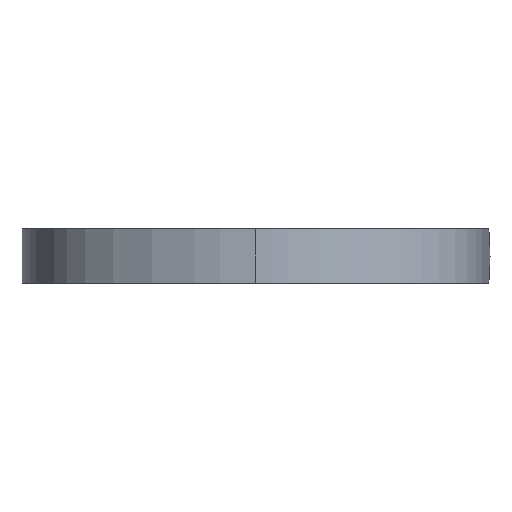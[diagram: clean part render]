
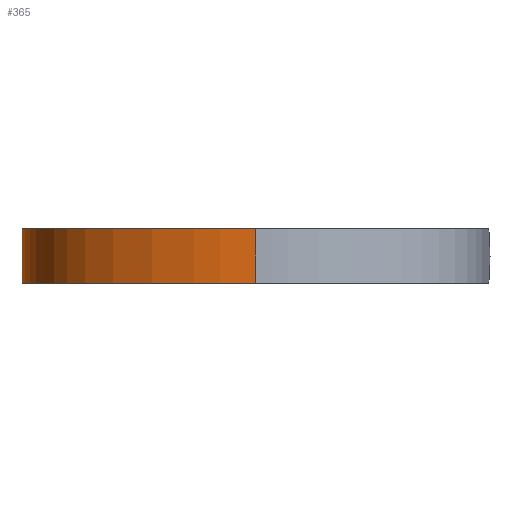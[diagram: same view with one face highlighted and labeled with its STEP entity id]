
A CAD part, front view. The second image highlights one B-rep face of the part: STEP entity #365.
In plain terms, the highlighted free-form (B-spline) face has degree [3, 1] with [26, 2] control points.
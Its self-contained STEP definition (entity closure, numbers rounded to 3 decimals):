
#19=B_SPLINE_CURVE_WITH_KNOTS('',3,(#1200,#1201,#1202,#1203,#1204,#1205,
#1206,#1207,#1208,#1209,#1210,#1211,#1212,#1213,#1214,#1215,#1216,#1217,
#1218,#1219,#1220,#1221,#1222,#1223,#1224,#1225),.UNSPECIFIED.,.F.,.F.,
(4,2,2,2,2,2,2,2,2,2,2,2,4),(-16.867,-16.428,-16.066,
-15.684,-15.17,-14.251,-13.247,
-12.608,-11.431,-10.536,-8.983,
-6.371,0.),.UNSPECIFIED.);
#20=B_SPLINE_CURVE_WITH_KNOTS('',3,(#1229,#1230,#1231,#1232,#1233,#1234,
#1235,#1236,#1237,#1238,#1239,#1240,#1241,#1242,#1243,#1244,#1245,#1246,
#1247,#1248,#1249,#1250,#1251,#1252,#1253,#1254),.UNSPECIFIED.,.F.,.F.,
(4,2,2,2,2,2,2,2,2,2,2,2,4),(-16.867,-16.428,-16.066,
-15.684,-15.17,-14.251,-13.247,
-12.608,-11.431,-10.536,-8.983,
-6.371,0.),.UNSPECIFIED.);
#23=B_SPLINE_SURFACE_WITH_KNOTS('',3,1,((#1146,#1147),(#1148,#1149),(#1150,
#1151),(#1152,#1153),(#1154,#1155),(#1156,#1157),(#1158,#1159),(#1160,#1161),
(#1162,#1163),(#1164,#1165),(#1166,#1167),(#1168,#1169),(#1170,#1171),(#1172,
#1173),(#1174,#1175),(#1176,#1177),(#1178,#1179),(#1180,#1181),(#1182,#1183),
(#1184,#1185),(#1186,#1187),(#1188,#1189),(#1190,#1191),(#1192,#1193),(#1194,
#1195),(#1196,#1197)),.UNSPECIFIED.,.F.,.F.,.F.,(4,2,2,2,2,2,2,2,2,2,2,
2,4),(2,2),(-16.867,-16.428,-16.066,-15.684,
-15.17,-14.251,-13.247,-12.608,
-11.431,-10.536,-8.983,-6.371,
0.),(0.,1.),.UNSPECIFIED.);
#41=FACE_OUTER_BOUND('',#61,.T.);
#61=EDGE_LOOP('',(#289,#290,#291,#292));
#83=LINE('',#1227,#101);
#84=LINE('',#1255,#102);
#101=VECTOR('',#403,10.);
#102=VECTOR('',#404,10.);
#167=VERTEX_POINT('',#1198);
#168=VERTEX_POINT('',#1199);
#169=VERTEX_POINT('',#1226);
#170=VERTEX_POINT('',#1228);
#219=EDGE_CURVE('',#167,#168,#19,.T.);
#220=EDGE_CURVE('',#168,#169,#83,.T.);
#221=EDGE_CURVE('',#170,#169,#20,.T.);
#222=EDGE_CURVE('',#167,#170,#84,.T.);
#289=ORIENTED_EDGE('',*,*,#219,.T.);
#290=ORIENTED_EDGE('',*,*,#220,.T.);
#291=ORIENTED_EDGE('',*,*,#221,.F.);
#292=ORIENTED_EDGE('',*,*,#222,.F.);
#365=ADVANCED_FACE('',(#41),#23,.T.);
#403=DIRECTION('',(0.,0.,-1.));
#404=DIRECTION('',(0.,0.,-1.));
#1146=CARTESIAN_POINT('Ctrl Pts',(0.,1.549,
0.));
#1147=CARTESIAN_POINT('Ctrl Pts',(0.,1.549,
-10.));
#1148=CARTESIAN_POINT('Ctrl Pts',(-2.673,1.549,0.));
#1149=CARTESIAN_POINT('Ctrl Pts',(-2.673,1.549,-10.));
#1150=CARTESIAN_POINT('Ctrl Pts',(-6.654,1.846,0.));
#1151=CARTESIAN_POINT('Ctrl Pts',(-6.654,1.846,-10.));
#1152=CARTESIAN_POINT('Ctrl Pts',(-16.343,4.642,0.));
#1153=CARTESIAN_POINT('Ctrl Pts',(-16.343,4.642,-10.));
#1154=CARTESIAN_POINT('Ctrl Pts',(-20.903,6.54,0.));
#1155=CARTESIAN_POINT('Ctrl Pts',(-20.903,6.54,-10.));
#1156=CARTESIAN_POINT('Ctrl Pts',(-29.074,11.267,0.));
#1157=CARTESIAN_POINT('Ctrl Pts',(-29.074,11.267,-10.));
#1158=CARTESIAN_POINT('Ctrl Pts',(-31.77,13.631,0.));
#1159=CARTESIAN_POINT('Ctrl Pts',(-31.77,13.631,-10.));
#1160=CARTESIAN_POINT('Ctrl Pts',(-35.999,18.068,0.));
#1161=CARTESIAN_POINT('Ctrl Pts',(-35.999,18.068,-10.));
#1162=CARTESIAN_POINT('Ctrl Pts',(-37.873,20.902,0.));
#1163=CARTESIAN_POINT('Ctrl Pts',(-37.873,20.902,-10.));
#1164=CARTESIAN_POINT('Ctrl Pts',(-41.73,29.947,0.));
#1165=CARTESIAN_POINT('Ctrl Pts',(-41.73,29.947,-10.));
#1166=CARTESIAN_POINT('Ctrl Pts',(-42.428,36.545,0.));
#1167=CARTESIAN_POINT('Ctrl Pts',(-42.428,36.545,-10.));
#1168=CARTESIAN_POINT('Ctrl Pts',(-43.076,52.031,0.));
#1169=CARTESIAN_POINT('Ctrl Pts',(-43.076,52.031,-10.));
#1170=CARTESIAN_POINT('Ctrl Pts',(-43.046,56.915,0.));
#1171=CARTESIAN_POINT('Ctrl Pts',(-43.046,56.915,-10.));
#1172=CARTESIAN_POINT('Ctrl Pts',(-42.455,69.368,0.));
#1173=CARTESIAN_POINT('Ctrl Pts',(-42.455,69.368,-10.));
#1174=CARTESIAN_POINT('Ctrl Pts',(-42.106,74.468,0.));
#1175=CARTESIAN_POINT('Ctrl Pts',(-42.106,74.468,-10.));
#1176=CARTESIAN_POINT('Ctrl Pts',(-40.976,88.227,0.));
#1177=CARTESIAN_POINT('Ctrl Pts',(-40.976,88.227,-10.));
#1178=CARTESIAN_POINT('Ctrl Pts',(-39.947,97.86,0.));
#1179=CARTESIAN_POINT('Ctrl Pts',(-39.947,97.86,-10.));
#1180=CARTESIAN_POINT('Ctrl Pts',(-37.646,113.787,0.));
#1181=CARTESIAN_POINT('Ctrl Pts',(-37.646,113.787,-10.));
#1182=CARTESIAN_POINT('Ctrl Pts',(-36.443,120.692,0.));
#1183=CARTESIAN_POINT('Ctrl Pts',(-36.443,120.692,-10.));
#1184=CARTESIAN_POINT('Ctrl Pts',(-32.34,139.35,0.));
#1185=CARTESIAN_POINT('Ctrl Pts',(-32.34,139.35,-10.));
#1186=CARTESIAN_POINT('Ctrl Pts',(-29.899,146.534,0.));
#1187=CARTESIAN_POINT('Ctrl Pts',(-29.899,146.534,-10.));
#1188=CARTESIAN_POINT('Ctrl Pts',(-22.736,167.812,0.));
#1189=CARTESIAN_POINT('Ctrl Pts',(-22.736,167.812,-10.));
#1190=CARTESIAN_POINT('Ctrl Pts',(-18.915,179.019,0.));
#1191=CARTESIAN_POINT('Ctrl Pts',(-18.915,179.019,-10.));
#1192=CARTESIAN_POINT('Ctrl Pts',(-5.962,221.131,0.));
#1193=CARTESIAN_POINT('Ctrl Pts',(-5.962,221.131,-10.));
#1194=CARTESIAN_POINT('Ctrl Pts',(-2.607,240.523,0.));
#1195=CARTESIAN_POINT('Ctrl Pts',(-2.607,240.523,-10.));
#1196=CARTESIAN_POINT('Ctrl Pts',(0.,261.6,
0.));
#1197=CARTESIAN_POINT('Ctrl Pts',(0.,261.6,
-10.));
#1198=CARTESIAN_POINT('',(0.,1.549,0.));
#1199=CARTESIAN_POINT('',(0.,261.6,0.));
#1200=CARTESIAN_POINT('Ctrl Pts',(0.,1.549,
0.));
#1201=CARTESIAN_POINT('Ctrl Pts',(-2.673,1.549,0.));
#1202=CARTESIAN_POINT('Ctrl Pts',(-6.654,1.846,0.));
#1203=CARTESIAN_POINT('Ctrl Pts',(-16.343,4.642,0.));
#1204=CARTESIAN_POINT('Ctrl Pts',(-20.903,6.54,0.));
#1205=CARTESIAN_POINT('Ctrl Pts',(-29.074,11.267,0.));
#1206=CARTESIAN_POINT('Ctrl Pts',(-31.77,13.631,0.));
#1207=CARTESIAN_POINT('Ctrl Pts',(-35.999,18.068,0.));
#1208=CARTESIAN_POINT('Ctrl Pts',(-37.873,20.902,0.));
#1209=CARTESIAN_POINT('Ctrl Pts',(-41.73,29.947,0.));
#1210=CARTESIAN_POINT('Ctrl Pts',(-42.428,36.545,0.));
#1211=CARTESIAN_POINT('Ctrl Pts',(-43.076,52.031,0.));
#1212=CARTESIAN_POINT('Ctrl Pts',(-43.046,56.915,0.));
#1213=CARTESIAN_POINT('Ctrl Pts',(-42.455,69.368,0.));
#1214=CARTESIAN_POINT('Ctrl Pts',(-42.106,74.468,0.));
#1215=CARTESIAN_POINT('Ctrl Pts',(-40.976,88.227,0.));
#1216=CARTESIAN_POINT('Ctrl Pts',(-39.947,97.86,0.));
#1217=CARTESIAN_POINT('Ctrl Pts',(-37.646,113.787,0.));
#1218=CARTESIAN_POINT('Ctrl Pts',(-36.443,120.692,0.));
#1219=CARTESIAN_POINT('Ctrl Pts',(-32.34,139.35,0.));
#1220=CARTESIAN_POINT('Ctrl Pts',(-29.899,146.534,0.));
#1221=CARTESIAN_POINT('Ctrl Pts',(-22.736,167.812,0.));
#1222=CARTESIAN_POINT('Ctrl Pts',(-18.915,179.019,0.));
#1223=CARTESIAN_POINT('Ctrl Pts',(-5.962,221.131,0.));
#1224=CARTESIAN_POINT('Ctrl Pts',(-2.607,240.523,0.));
#1225=CARTESIAN_POINT('Ctrl Pts',(0.,261.6,
0.));
#1226=CARTESIAN_POINT('',(0.,261.6,-10.));
#1227=CARTESIAN_POINT('',(0.,261.6,0.));
#1228=CARTESIAN_POINT('',(0.,1.549,-10.));
#1229=CARTESIAN_POINT('Ctrl Pts',(0.,1.549,
-10.));
#1230=CARTESIAN_POINT('Ctrl Pts',(-2.673,1.549,-10.));
#1231=CARTESIAN_POINT('Ctrl Pts',(-6.654,1.846,-10.));
#1232=CARTESIAN_POINT('Ctrl Pts',(-16.343,4.642,-10.));
#1233=CARTESIAN_POINT('Ctrl Pts',(-20.903,6.54,-10.));
#1234=CARTESIAN_POINT('Ctrl Pts',(-29.074,11.267,-10.));
#1235=CARTESIAN_POINT('Ctrl Pts',(-31.77,13.631,-10.));
#1236=CARTESIAN_POINT('Ctrl Pts',(-35.999,18.068,-10.));
#1237=CARTESIAN_POINT('Ctrl Pts',(-37.873,20.902,-10.));
#1238=CARTESIAN_POINT('Ctrl Pts',(-41.73,29.947,-10.));
#1239=CARTESIAN_POINT('Ctrl Pts',(-42.428,36.545,-10.));
#1240=CARTESIAN_POINT('Ctrl Pts',(-43.076,52.031,-10.));
#1241=CARTESIAN_POINT('Ctrl Pts',(-43.046,56.915,-10.));
#1242=CARTESIAN_POINT('Ctrl Pts',(-42.455,69.368,-10.));
#1243=CARTESIAN_POINT('Ctrl Pts',(-42.106,74.468,-10.));
#1244=CARTESIAN_POINT('Ctrl Pts',(-40.976,88.227,-10.));
#1245=CARTESIAN_POINT('Ctrl Pts',(-39.947,97.86,-10.));
#1246=CARTESIAN_POINT('Ctrl Pts',(-37.646,113.787,-10.));
#1247=CARTESIAN_POINT('Ctrl Pts',(-36.443,120.692,-10.));
#1248=CARTESIAN_POINT('Ctrl Pts',(-32.34,139.35,-10.));
#1249=CARTESIAN_POINT('Ctrl Pts',(-29.899,146.534,-10.));
#1250=CARTESIAN_POINT('Ctrl Pts',(-22.736,167.812,-10.));
#1251=CARTESIAN_POINT('Ctrl Pts',(-18.915,179.019,-10.));
#1252=CARTESIAN_POINT('Ctrl Pts',(-5.962,221.131,-10.));
#1253=CARTESIAN_POINT('Ctrl Pts',(-2.607,240.523,-10.));
#1254=CARTESIAN_POINT('Ctrl Pts',(0.,261.6,
-10.));
#1255=CARTESIAN_POINT('',(0.,1.549,0.));
